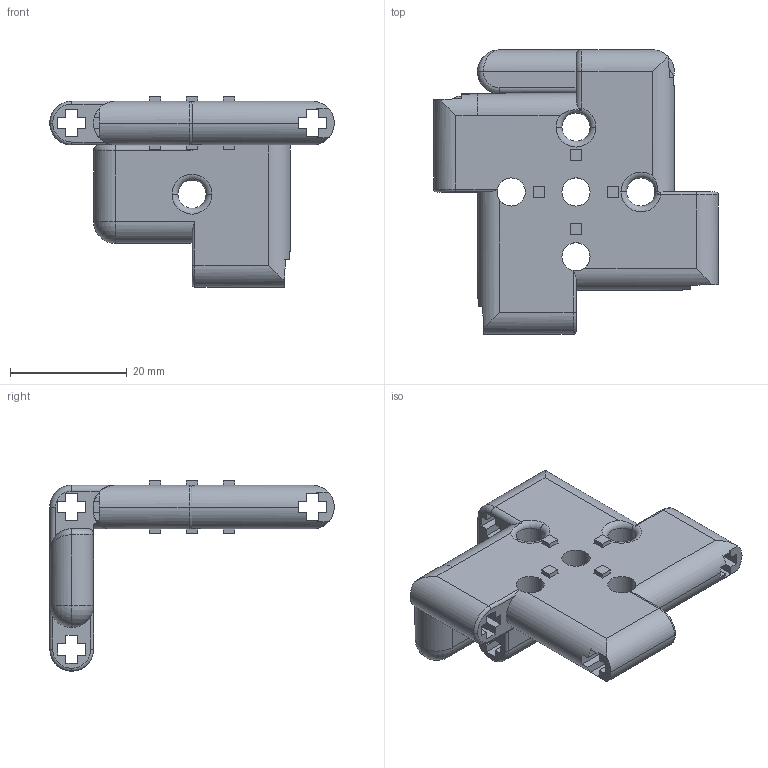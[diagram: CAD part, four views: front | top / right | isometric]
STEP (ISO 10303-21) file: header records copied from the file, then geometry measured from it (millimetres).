
FILE_DESCRIPTION (( 'STEP AP214' ), '1' );
FILE_NAME ('L Bracket.STEP', '2016-10-25T02:07:25', ( '' ), ( '' ), 'SwSTEP 2.0', 'SolidWorks 2016', '' );
FILE_SCHEMA (( 'AUTOMOTIVE_DESIGN' ));
Length unit declared in the file: millimetre
Products named in the file (1): L Bracket
Bounding box: 48.73 x 48.73 x 32.61 mm (x, y, z)
Volume: 14029.8 mm3; surface area: 7758 mm2
Topology: 1 solids, 1 shells, 214 faces, 606 edges, 386 vertices
Faces by surface type: plane 128, cylinder 49, torus 27, bspline 7, sphere 3
Entity records: 7187 total; most frequent: CARTESIAN_POINT 1660, ORIENTED_EDGE 1206, DIRECTION 1098, EDGE_CURVE 603, VERTEX_POINT 386, LINE 386, VECTOR 386, AXIS2_PLACEMENT_3D 356
